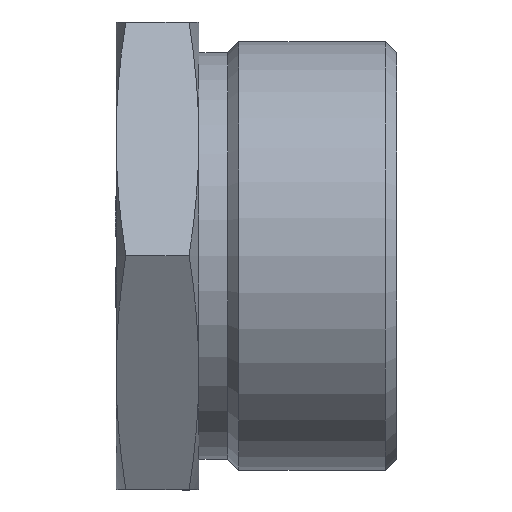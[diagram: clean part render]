
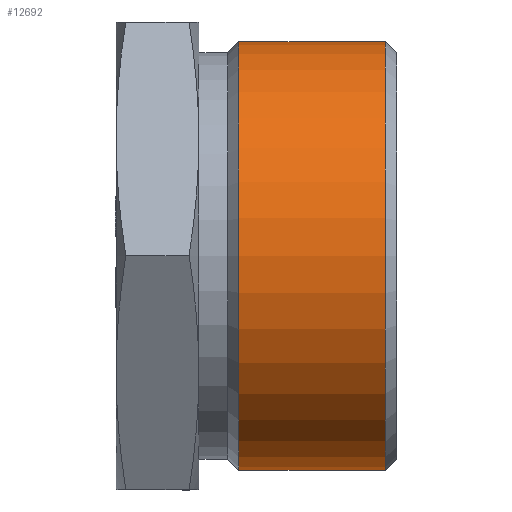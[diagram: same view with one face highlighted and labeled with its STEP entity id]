
A CAD part, top view. The second image highlights one B-rep face of the part: STEP entity #12692.
In plain terms, the highlighted cylindrical face has radius 29.807 mm (diameter 59.614 mm), a partial arc.
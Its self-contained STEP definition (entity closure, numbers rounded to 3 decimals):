
#199 = ORIENTED_EDGE ( 'NONE', *, *, #8961, .F. ) ;
#837 = AXIS2_PLACEMENT_3D ( 'NONE', #12995, #1182, #11973 ) ;
#1019 = CARTESIAN_POINT ( 'NONE',  ( 37.443, -29.807, 0. ) ) ;
#1063 = ORIENTED_EDGE ( 'NONE', *, *, #10400, .F. ) ;
#1182 = DIRECTION ( 'NONE',  ( -1., 0., 0. ) ) ;
#1310 = ORIENTED_EDGE ( 'NONE', *, *, #1734, .T. ) ;
#1734 = EDGE_CURVE ( 'NONE', #9661, #13842, #2651, .T. ) ;
#1806 = CARTESIAN_POINT ( 'NONE',  ( 11.5, 29.807, 0. ) ) ;
#2651 = LINE ( 'NONE', #7189, #6321 ) ;
#2663 = VECTOR ( 'NONE', #4046, 1000. ) ;
#2847 = CARTESIAN_POINT ( 'NONE',  ( 11.5, 0., 0. ) ) ;
#2929 = FACE_OUTER_BOUND ( 'NONE', #10950, .T. ) ;
#3770 = CYLINDRICAL_SURFACE ( 'NONE', #5673, 29.807 ) ;
#3831 = LINE ( 'NONE', #1806, #2663 ) ;
#4046 = DIRECTION ( 'NONE',  ( 1., 0., 0. ) ) ;
#4149 = DIRECTION ( 'NONE',  ( 1., 0., 0. ) ) ;
#4253 = CARTESIAN_POINT ( 'NONE',  ( 37.443, 29.807, 0. ) ) ;
#5673 = AXIS2_PLACEMENT_3D ( 'NONE', #2847, #13664, #6202 ) ;
#6202 = DIRECTION ( 'NONE',  ( 0., -1., 0. ) ) ;
#6321 = VECTOR ( 'NONE', #4149, 1000. ) ;
#7066 = CIRCLE ( 'NONE', #11188, 29.807 ) ;
#7189 = CARTESIAN_POINT ( 'NONE',  ( 11.5, -29.807, 0. ) ) ;
#8470 = CARTESIAN_POINT ( 'NONE',  ( 37.443, 0., 0. ) ) ;
#8961 = EDGE_CURVE ( 'NONE', #11984, #13842, #7066, .T. ) ;
#9645 = DIRECTION ( 'NONE',  ( 0., -1., 0. ) ) ;
#9661 = VERTEX_POINT ( 'NONE', #11040 ) ;
#9862 = CARTESIAN_POINT ( 'NONE',  ( 17.057, 29.807, 0. ) ) ;
#10400 = EDGE_CURVE ( 'NONE', #13533, #11984, #3831, .T. ) ;
#10950 = EDGE_LOOP ( 'NONE', ( #1063, #13352, #1310, #199 ) ) ;
#11040 = CARTESIAN_POINT ( 'NONE',  ( 17.057, -29.807, 0. ) ) ;
#11188 = AXIS2_PLACEMENT_3D ( 'NONE', #8470, #11716, #9645 ) ;
#11211 = EDGE_CURVE ( 'NONE', #9661, #13533, #13734, .T. ) ;
#11716 = DIRECTION ( 'NONE',  ( 1., 0., 0. ) ) ;
#11973 = DIRECTION ( 'NONE',  ( 0., -1., 0. ) ) ;
#11984 = VERTEX_POINT ( 'NONE', #4253 ) ;
#12692 = ADVANCED_FACE ( 'NONE', ( #2929 ), #3770, .T. ) ;
#12995 = CARTESIAN_POINT ( 'NONE',  ( 17.057, 0., 0. ) ) ;
#13352 = ORIENTED_EDGE ( 'NONE', *, *, #11211, .F. ) ;
#13533 = VERTEX_POINT ( 'NONE', #9862 ) ;
#13664 = DIRECTION ( 'NONE',  ( 1., 0., 0. ) ) ;
#13734 = CIRCLE ( 'NONE', #837, 29.807 ) ;
#13842 = VERTEX_POINT ( 'NONE', #1019 ) ;
